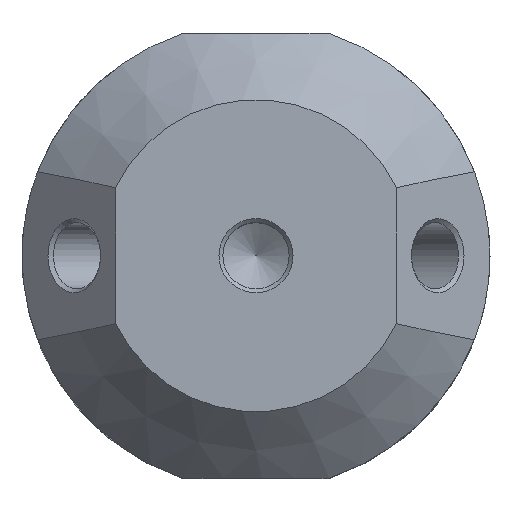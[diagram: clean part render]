
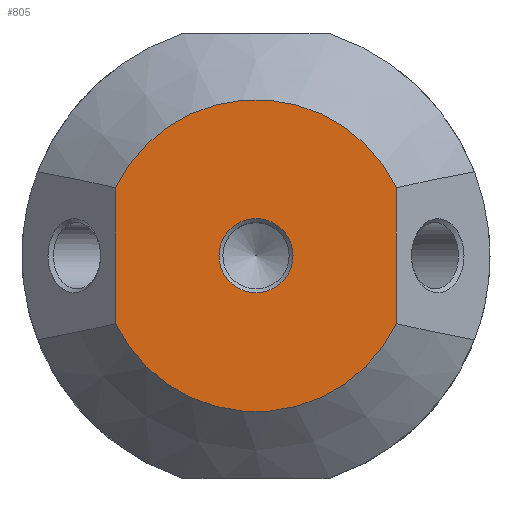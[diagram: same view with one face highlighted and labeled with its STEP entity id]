
A CAD part, top view. The second image highlights one B-rep face of the part: STEP entity #805.
In plain terms, the highlighted planar face has unit normal (0, 0, 1).
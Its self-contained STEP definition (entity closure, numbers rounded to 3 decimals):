
#50=FACE_BOUND('',#156,.T.);
#62=PLANE('',#900);
#96=FACE_OUTER_BOUND('',#155,.T.);
#155=EDGE_LOOP('',(#619,#620,#621,#622));
#156=EDGE_LOOP('',(#623));
#207=LINE('',#1242,#257);
#214=LINE('',#1289,#264);
#257=VECTOR('',#1005,10.);
#264=VECTOR('',#1044,10.);
#320=CIRCLE('',#895,4.755);
#324=CIRCLE('',#901,20.);
#325=CIRCLE('',#902,20.);
#360=VERTEX_POINT('',#1237);
#361=VERTEX_POINT('',#1241);
#375=VERTEX_POINT('',#1284);
#376=VERTEX_POINT('',#1288);
#377=VERTEX_POINT('',#1294);
#446=EDGE_CURVE('',#361,#360,#207,.T.);
#466=EDGE_CURVE('',#376,#375,#214,.T.);
#468=EDGE_CURVE('',#377,#377,#320,.T.);
#474=EDGE_CURVE('',#360,#376,#324,.T.);
#475=EDGE_CURVE('',#375,#361,#325,.T.);
#619=ORIENTED_EDGE('',*,*,#446,.T.);
#620=ORIENTED_EDGE('',*,*,#474,.T.);
#621=ORIENTED_EDGE('',*,*,#466,.T.);
#622=ORIENTED_EDGE('',*,*,#475,.T.);
#623=ORIENTED_EDGE('',*,*,#468,.F.);
#805=ADVANCED_FACE('',(#96,#50),#62,.T.);
#895=AXIS2_PLACEMENT_3D('',#1295,#1047,#1048);
#900=AXIS2_PLACEMENT_3D('',#1305,#1059,#1060);
#901=AXIS2_PLACEMENT_3D('',#1306,#1061,#1062);
#902=AXIS2_PLACEMENT_3D('',#1307,#1063,#1064);
#1005=DIRECTION('',(0.,-1.,0.));
#1044=DIRECTION('',(0.,1.,0.));
#1047=DIRECTION('center_axis',(0.,0.,1.));
#1048=DIRECTION('ref_axis',(-1.,0.,0.));
#1059=DIRECTION('center_axis',(0.,0.,1.));
#1060=DIRECTION('ref_axis',(1.,0.,0.));
#1061=DIRECTION('center_axis',(0.,0.,1.));
#1062=DIRECTION('ref_axis',(1.,0.,0.));
#1063=DIRECTION('center_axis',(0.,0.,1.));
#1064=DIRECTION('ref_axis',(1.,0.,0.));
#1237=CARTESIAN_POINT('',(-18.,-8.718,40.));
#1241=CARTESIAN_POINT('',(-18.,8.718,40.));
#1242=CARTESIAN_POINT('',(-18.,0.,40.));
#1284=CARTESIAN_POINT('',(18.,8.718,40.));
#1288=CARTESIAN_POINT('',(18.,-8.718,40.));
#1289=CARTESIAN_POINT('',(18.,0.,40.));
#1294=CARTESIAN_POINT('',(4.755,0.,40.));
#1295=CARTESIAN_POINT('Origin',(0.,0.,40.));
#1305=CARTESIAN_POINT('Origin',(0.,0.,40.));
#1306=CARTESIAN_POINT('Origin',(0.,0.,40.));
#1307=CARTESIAN_POINT('Origin',(0.,0.,40.));
